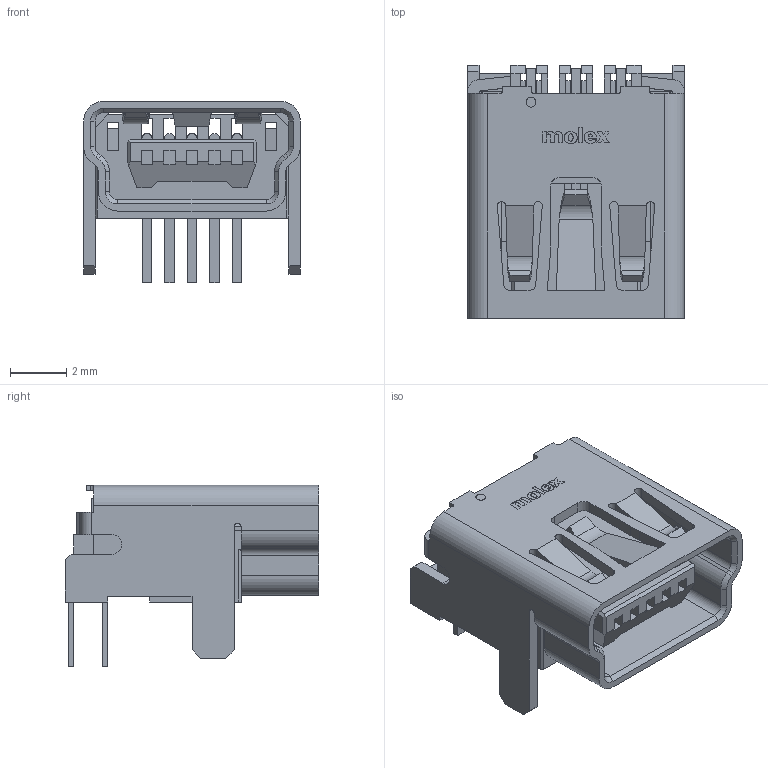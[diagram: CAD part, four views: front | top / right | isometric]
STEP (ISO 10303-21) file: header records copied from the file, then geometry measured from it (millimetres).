
FILE_DESCRIPTION(/* description */ (''),/* implementation_level */ '2;1');
FILE_NAME(/* name */ 'Molex 54819-0519.stp',/* time_stamp */ '2021-06-11T01:01:52-04:00',/* author */ ('rabri'),/* organization */ (''),/* preprocessor_version */ 'ST-DEVELOPER v18',/* originating_system */ 'Autodesk Inventor 2020',/* authorisation */ '');
FILE_SCHEMA (('AUTOMOTIVE_DESIGN { 1 0 10303 214 3 1 1 }'));
Length unit declared in the file: millimetre
Products named in the file (5): Molex 54819-0519; body; shell; terminal; logo
Assembly tree (4 placements, depth 2):
  Molex 54819-0519
    body
    shell
    terminal
    logo
Bounding box: 7.7 x 9 x 6.45 mm (x, y, z)
Volume: 137.1 mm3; surface area: 708.1 mm2
Topology: 13 solids, 13 shells, 548 faces, 1535 edges, 1002 vertices
Faces by surface type: plane 388, bspline 83, cylinder 69, cone 8
Full cylindrical faces by diameter (mm): 0.35 x1
Entity records: 18335 total; most frequent: CARTESIAN_POINT 4305, ORIENTED_EDGE 3070, DIRECTION 2567, EDGE_CURVE 1535, LINE 1227, VECTOR 1227, VERTEX_POINT 1002, AXIS2_PLACEMENT_3D 670
